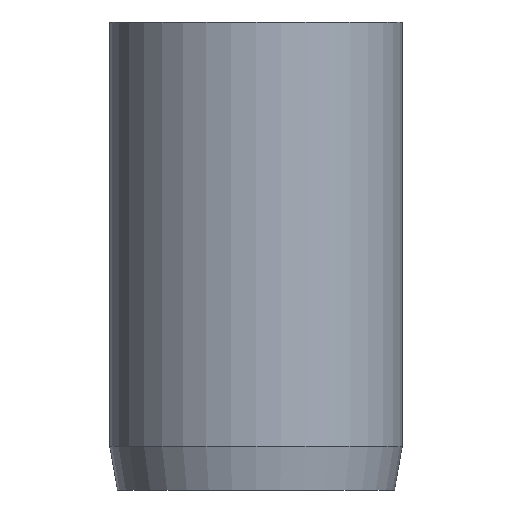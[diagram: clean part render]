
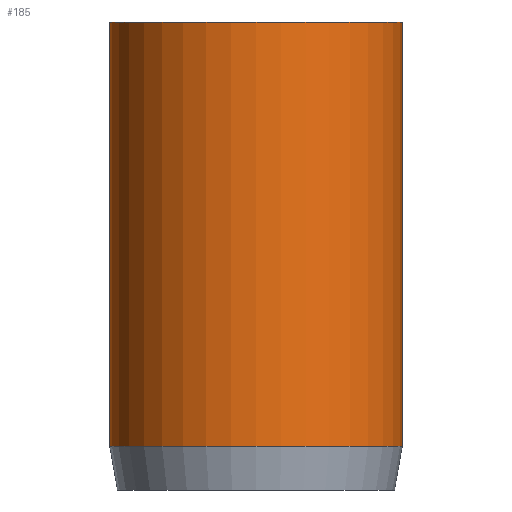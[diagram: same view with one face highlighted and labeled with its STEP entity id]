
A CAD part, front view. The second image highlights one B-rep face of the part: STEP entity #185.
In plain terms, the highlighted cylindrical face has radius 5 mm (diameter 10 mm), a partial arc.
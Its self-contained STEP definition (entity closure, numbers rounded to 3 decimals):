
#58 = CARTESIAN_POINT ( 'NONE',  ( 0., 0., 16. ) ) ;
#76 = CYLINDRICAL_SURFACE ( 'NONE', #698, 5. ) ;
#82 = DIRECTION ( 'NONE',  ( 0., 0., -1. ) ) ;
#90 = CARTESIAN_POINT ( 'NONE',  ( 0., 0., 1.5 ) ) ;
#91 = DIRECTION ( 'NONE',  ( 1., 0., 0. ) ) ;
#107 = CIRCLE ( 'NONE', #809, 5. ) ;
#138 = FACE_OUTER_BOUND ( 'NONE', #399, .T. ) ;
#180 = CARTESIAN_POINT ( 'NONE',  ( -5., 0., 16. ) ) ;
#185 = ADVANCED_FACE ( 'NONE', ( #138 ), #76, .T. ) ;
#186 = DIRECTION ( 'NONE',  ( 1., 0., 0. ) ) ;
#276 = CARTESIAN_POINT ( 'NONE',  ( 5., 0., 16. ) ) ;
#354 = ORIENTED_EDGE ( 'NONE', *, *, #834, .F. ) ;
#365 = VECTOR ( 'NONE', #617, 1000. ) ;
#399 = EDGE_LOOP ( 'NONE', ( #354, #816, #456, #828 ) ) ;
#450 = CARTESIAN_POINT ( 'NONE',  ( 5., 0., 16. ) ) ;
#456 = ORIENTED_EDGE ( 'NONE', *, *, #840, .T. ) ;
#474 = LINE ( 'NONE', #276, #1061 ) ;
#576 = LINE ( 'NONE', #180, #365 ) ;
#590 = DIRECTION ( 'NONE',  ( 0., 0., -1. ) ) ;
#617 = DIRECTION ( 'NONE',  ( 0., 0., -1. ) ) ;
#620 = DIRECTION ( 'NONE',  ( 0., 0., 1. ) ) ;
#664 = VERTEX_POINT ( 'NONE', #946 ) ;
#698 = AXIS2_PLACEMENT_3D ( 'NONE', #58, #590, #1027 ) ;
#712 = CARTESIAN_POINT ( 'NONE',  ( -5., 0., 16. ) ) ;
#716 = DIRECTION ( 'NONE',  ( 0., 0., 1. ) ) ;
#765 = CIRCLE ( 'NONE', #1104, 5. ) ;
#792 = VERTEX_POINT ( 'NONE', #450 ) ;
#809 = AXIS2_PLACEMENT_3D ( 'NONE', #1157, #620, #91 ) ;
#812 = VERTEX_POINT ( 'NONE', #1062 ) ;
#816 = ORIENTED_EDGE ( 'NONE', *, *, #872, .F. ) ;
#828 = ORIENTED_EDGE ( 'NONE', *, *, #903, .T. ) ;
#834 = EDGE_CURVE ( 'NONE', #792, #664, #474, .T. ) ;
#840 = EDGE_CURVE ( 'NONE', #868, #812, #576, .T. ) ;
#868 = VERTEX_POINT ( 'NONE', #712 ) ;
#872 = EDGE_CURVE ( 'NONE', #868, #792, #107, .T. ) ;
#903 = EDGE_CURVE ( 'NONE', #812, #664, #765, .T. ) ;
#946 = CARTESIAN_POINT ( 'NONE',  ( 5., 0., 1.5 ) ) ;
#1027 = DIRECTION ( 'NONE',  ( -1., 0., 0. ) ) ;
#1061 = VECTOR ( 'NONE', #82, 1000. ) ;
#1062 = CARTESIAN_POINT ( 'NONE',  ( -5., 0., 1.5 ) ) ;
#1104 = AXIS2_PLACEMENT_3D ( 'NONE', #90, #716, #186 ) ;
#1157 = CARTESIAN_POINT ( 'NONE',  ( 0., 0., 16. ) ) ;
